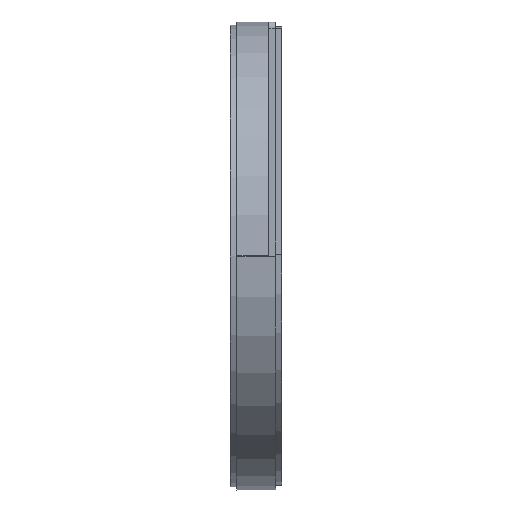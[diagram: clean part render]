
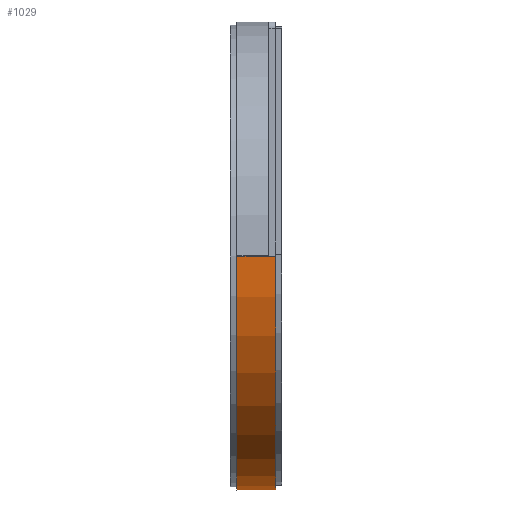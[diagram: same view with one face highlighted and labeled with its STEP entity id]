
A CAD part, left-side view. The second image highlights one B-rep face of the part: STEP entity #1029.
In plain terms, the highlighted cylindrical face has radius 114.3 mm (diameter 228.6 mm), a partial arc.
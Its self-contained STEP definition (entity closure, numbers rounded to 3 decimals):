
#147=FACE_OUTER_BOUND('',#235,.T.);
#235=EDGE_LOOP('',(#933,#934,#935,#936,#937,#938));
#268=LINE('',#1544,#340);
#274=LINE('',#1558,#346);
#309=LINE('',#1867,#381);
#340=VECTOR('',#1251,10.);
#346=VECTOR('',#1263,10.);
#381=VECTOR('',#1438,10.);
#398=CIRCLE('',#1069,114.3);
#427=CIRCLE('',#1124,114.3);
#436=CIRCLE('',#1140,114.3);
#467=VERTEX_POINT('',#1533);
#468=VERTEX_POINT('',#1535);
#470=VERTEX_POINT('',#1541);
#471=VERTEX_POINT('',#1543);
#476=VERTEX_POINT('',#1557);
#529=VERTEX_POINT('',#1833);
#573=EDGE_CURVE('',#468,#467,#398,.T.);
#577=EDGE_CURVE('',#470,#471,#268,.T.);
#584=EDGE_CURVE('',#476,#468,#274,.T.);
#643=EDGE_CURVE('',#476,#470,#427,.T.);
#662=EDGE_CURVE('',#471,#529,#436,.T.);
#667=EDGE_CURVE('',#467,#529,#309,.T.);
#933=ORIENTED_EDGE('',*,*,#573,.T.);
#934=ORIENTED_EDGE('',*,*,#667,.T.);
#935=ORIENTED_EDGE('',*,*,#662,.F.);
#936=ORIENTED_EDGE('',*,*,#577,.F.);
#937=ORIENTED_EDGE('',*,*,#643,.F.);
#938=ORIENTED_EDGE('',*,*,#584,.T.);
#971=CYLINDRICAL_SURFACE('',#1144,114.3);
#1029=ADVANCED_FACE('',(#147),#971,.T.);
#1069=AXIS2_PLACEMENT_3D('',#1536,#1244,#1245);
#1124=AXIS2_PLACEMENT_3D('',#1717,#1391,#1392);
#1140=AXIS2_PLACEMENT_3D('',#1834,#1428,#1429);
#1144=AXIS2_PLACEMENT_3D('',#1868,#1439,#1440);
#1244=DIRECTION('center_axis',(0.,1.,0.));
#1245=DIRECTION('ref_axis',(1.,0.,0.));
#1251=DIRECTION('',(0.,1.,0.));
#1263=DIRECTION('',(0.,-1.,0.));
#1391=DIRECTION('center_axis',(0.,-1.,0.));
#1392=DIRECTION('ref_axis',(1.,0.,0.));
#1428=DIRECTION('center_axis',(0.,1.,0.));
#1429=DIRECTION('ref_axis',(1.,0.,0.));
#1438=DIRECTION('',(0.,1.,0.));
#1439=DIRECTION('center_axis',(0.,-1.,0.));
#1440=DIRECTION('ref_axis',(1.,0.,0.));
#1533=CARTESIAN_POINT('',(-114.3,-13.35,-0.029));
#1535=CARTESIAN_POINT('',(114.3,-13.35,0.029));
#1536=CARTESIAN_POINT('Origin',(0.,-13.35,0.));
#1541=CARTESIAN_POINT('',(0.056,-10.,114.3));
#1543=CARTESIAN_POINT('',(0.056,5.525,114.3));
#1544=CARTESIAN_POINT('',(0.056,-10.,114.3));
#1557=CARTESIAN_POINT('',(114.3,-10.,0.029));
#1558=CARTESIAN_POINT('',(114.3,-10.,0.029));
#1717=CARTESIAN_POINT('Origin',(0.,-10.,0.));
#1833=CARTESIAN_POINT('',(-114.3,5.525,-0.029));
#1834=CARTESIAN_POINT('Origin',(0.,5.525,0.));
#1867=CARTESIAN_POINT('',(-114.3,-10.,-0.029));
#1868=CARTESIAN_POINT('Origin',(0.,-10.,0.));
